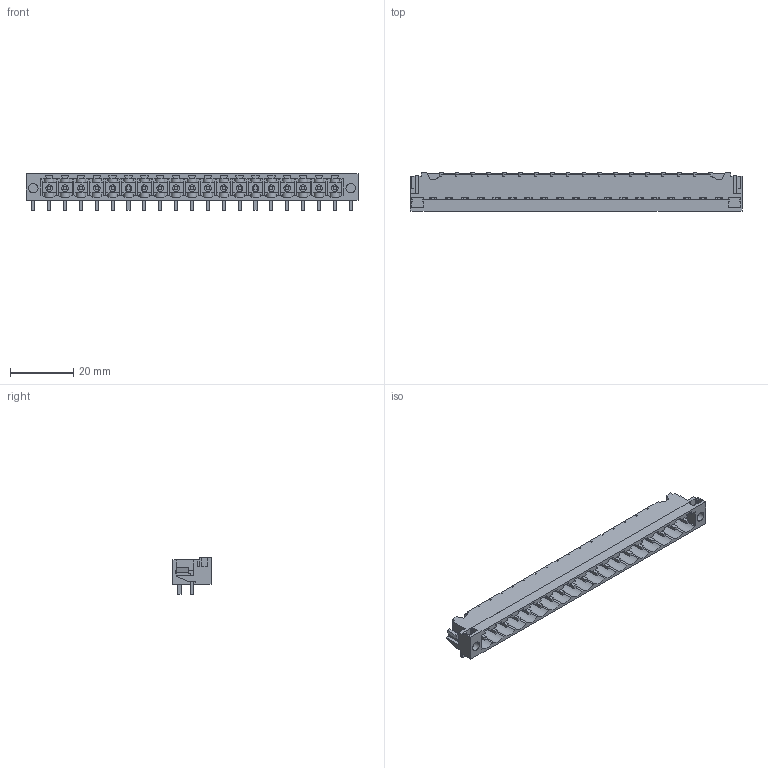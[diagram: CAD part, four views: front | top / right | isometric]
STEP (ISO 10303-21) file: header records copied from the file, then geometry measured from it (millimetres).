
FILE_DESCRIPTION(('CATIA V5 STEP Exchange','CAx-IF Rec.Pracs.--- Model Styling and Organization---1.2---2011-12-15'),'2;1');
FILE_NAME ('7601260_2_1840520000_1840520000.stp','2018-03-08T09:55:40+00:00',('none'),('Weidmueller'),'CATIA Version 5-6 Release 2014','CATIA V5 STEP AP214','none');
FILE_SCHEMA(('AUTOMOTIVE_DESIGN { 1 0 10303 214 1 1 1 1 }'));
Length unit declared in the file: millimetre
Products named in the file (1): 1840520000
Bounding box: 104.6 x 12 x 11.63 mm (x, y, z)
Volume: 3847.1 mm3; surface area: 9098.2 mm2
Topology: 22 solids, 22 shells, 1337 faces, 4162 edges, 2832 vertices
Faces by surface type: plane 1098, cylinder 239
Entity records: 43092 total; most frequent: CARTESIAN_POINT 8615, ORIENTED_EDGE 8324, DIRECTION 5401, EDGE_CURVE 4162, VECTOR 3457, LINE 3457, VERTEX_POINT 2832, EDGE_LOOP 1380
